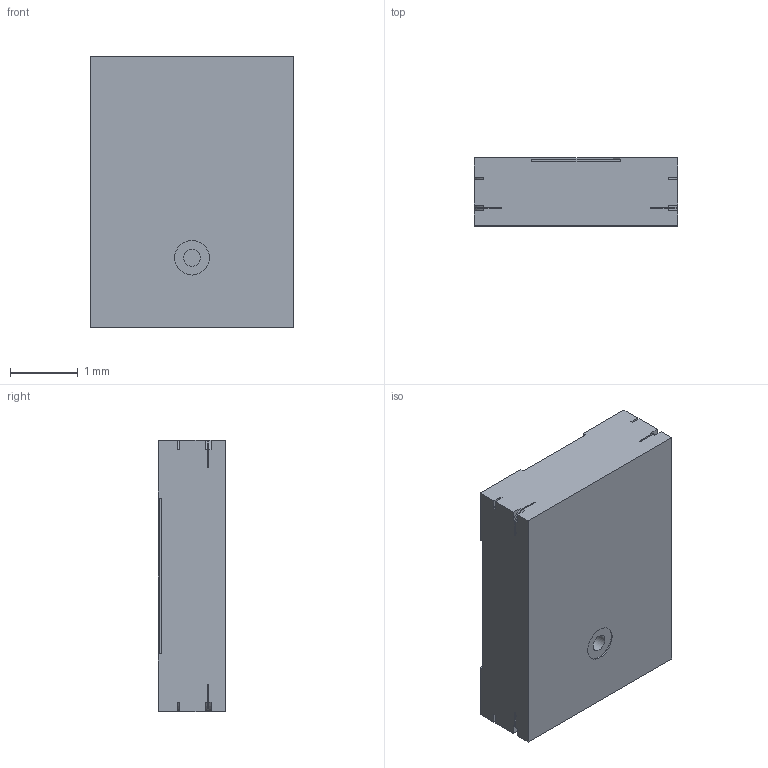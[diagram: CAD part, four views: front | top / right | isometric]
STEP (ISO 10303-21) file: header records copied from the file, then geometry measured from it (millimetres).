
FILE_DESCRIPTION (( 'STEP AP214' ), '1' );
FILE_NAME ('SPK0641HT4H_REV1_SW.STEP', '2015-10-30T15:04:55', ( '' ), ( '' ), 'SwSTEP 2.0', 'SolidWorks 2013', '' );
FILE_SCHEMA (( 'AUTOMOTIVE_DESIGN' ));
Length unit declared in the file: millimetre
Products named in the file (1): SPK0641HT4H_REV1_SW
Bounding box: 3 x 1 x 4 mm (x, y, z)
Surface area: 38.8 mm2 (no closed solid volume)
Topology: 0 solids, 1 shells, 101 faces, 283 edges, 189 vertices
Faces by surface type: plane 83, cylinder 18
Full cylindrical faces by diameter (mm): 0.25 x1, 0.51 x1
Entity records: 4337 total; most frequent: CARTESIAN_POINT 570, ORIENTED_EDGE 559, DIRECTION 520, EDGE_CURVE 280, LINE 244, VECTOR 244, VERTEX_POINT 188, AXIS2_PLACEMENT_3D 138
